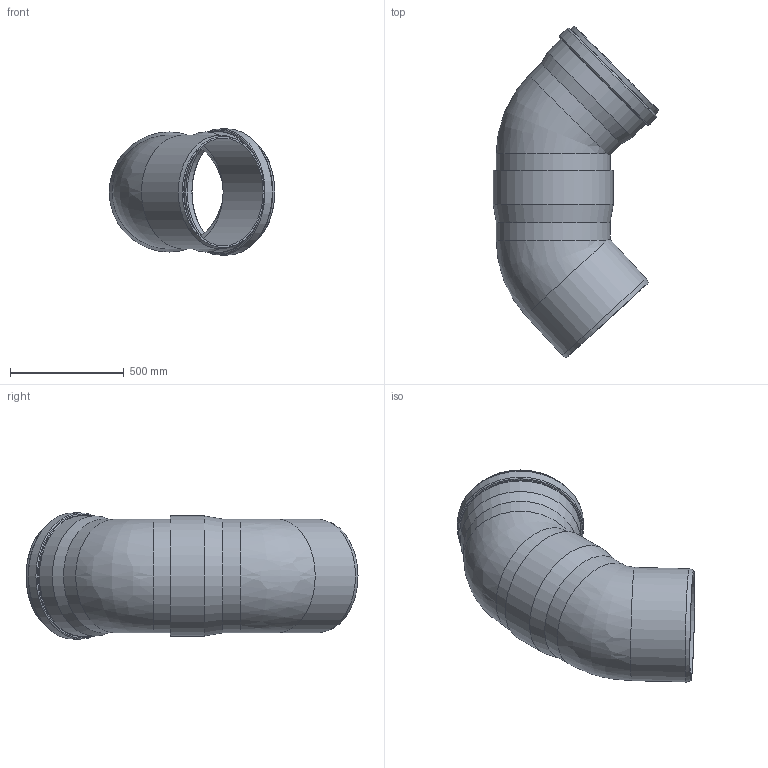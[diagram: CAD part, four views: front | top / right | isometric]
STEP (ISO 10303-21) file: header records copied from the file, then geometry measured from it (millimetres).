
FILE_DESCRIPTION(/* description */ (''),/* implementation_level */ '2;1');
FILE_NAME(/* name */ '227240 KGB Bogen DN_OD 500_87°.stp',/* time_stamp */ '2018-03-05T11:25:10+01:00',/* author */ ('user1'),/* organization */ (''),/* preprocessor_version */ 'ST-DEVELOPER v16.1',/* originating_system */ 'Autodesk Inventor 2016',/* authorisation */ '');
FILE_SCHEMA (('AUTOMOTIVE_DESIGN { 1 0 10303 214 3 1 1 }'));
Length unit declared in the file: millimetre
Products named in the file (3): 227240 KGB Bogen DN_OD 500_87° Teil 1; 227240 KGB Bogen DN_OD 500_87° Teil 2; 227240 KGB Bogen DN_OD 500_87°
Assembly tree (2 placements, depth 2):
  227240 KGB Bogen DN_OD 500_87°
    227240 KGB Bogen DN_OD 500_87° Teil 1
    227240 KGB Bogen DN_OD 500_87° Teil 2
Bounding box: 728.34 x 1460.11 x 555 mm (x, y, z)
Volume: 28102304.1 mm3; surface area: 4707739.1 mm2
Topology: 2 solids, 2 shells, 46 faces, 98 edges, 52 vertices
Faces by surface type: cylinder 16, cone 10, torus 10, bspline 6, plane 4
Full cylindrical faces by diameter (mm): 474 x4, 500 x4, 502 x3, 528 x3, 529 x1, 555 x1
Entity records: 1173 total; most frequent: CARTESIAN_POINT 323, DIRECTION 186, ORIENTED_EDGE 104, AXIS2_PLACEMENT_3D 93, EDGE_LOOP 86, EDGE_CURVE 52, FACE_OUTER_BOUND 46, VERTEX_POINT 46
